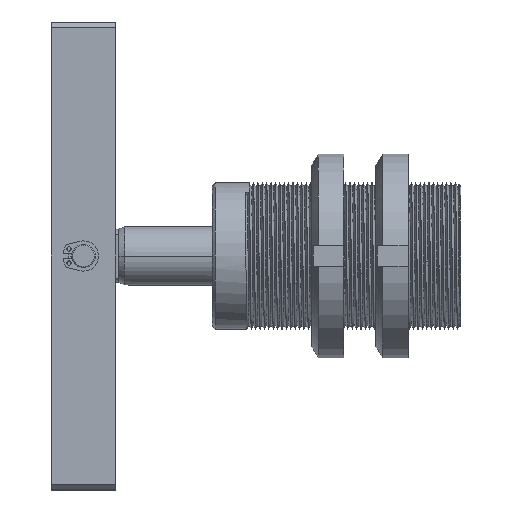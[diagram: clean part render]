
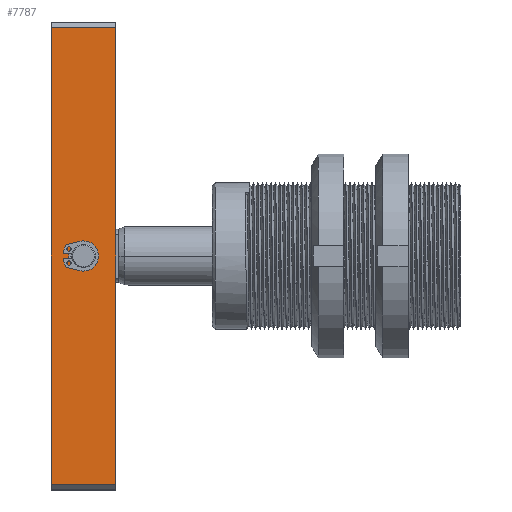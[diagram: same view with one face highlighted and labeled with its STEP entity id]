
A CAD part, left-side view. The second image highlights one B-rep face of the part: STEP entity #7787.
In plain terms, the highlighted face is planar.
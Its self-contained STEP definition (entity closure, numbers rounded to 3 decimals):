
#1466 = DIRECTION ( 'NONE',  ( 0., 0., 1. ) ) ;
#1923 = CARTESIAN_POINT ( 'NONE',  ( 0., 16., -11. ) ) ;
#2586 = LINE ( 'NONE', #18277, #36814 ) ;
#5219 = DIRECTION ( 'NONE',  ( 0., -1., 0. ) ) ;
#5531 = EDGE_CURVE ( 'NONE', #13198, #19398, #35493, .T. ) ;
#6450 = PLANE ( 'NONE',  #35825 ) ;
#7498 = LINE ( 'NONE', #23524, #24637 ) ;
#7787 = ADVANCED_FACE ( 'NONE', ( #13557, #10335 ), #6450, .T. ) ;
#7860 = CARTESIAN_POINT ( 'NONE',  ( -78., 22., -11. ) ) ;
#9140 = LINE ( 'NONE', #22239, #19296 ) ;
#10128 = EDGE_LOOP ( 'NONE', ( #22272, #35929 ) ) ;
#10335 = FACE_BOUND ( 'NONE', #10128, .T. ) ;
#10354 = ORIENTED_EDGE ( 'NONE', *, *, #5531, .T. ) ;
#11869 = ORIENTED_EDGE ( 'NONE', *, *, #14759, .F. ) ;
#12719 = EDGE_CURVE ( 'NONE', #23826, #18769, #9140, .T. ) ;
#13198 = VERTEX_POINT ( 'NONE', #15677 ) ;
#13510 = DIRECTION ( 'NONE',  ( -1., 0., 0. ) ) ;
#13557 = FACE_OUTER_BOUND ( 'NONE', #30706, .T. ) ;
#13866 = AXIS2_PLACEMENT_3D ( 'NONE', #21897, #1466, #25382 ) ;
#14759 = EDGE_CURVE ( 'NONE', #13198, #23826, #7498, .T. ) ;
#15677 = CARTESIAN_POINT ( 'NONE',  ( 78., 22., -11. ) ) ;
#18116 = EDGE_CURVE ( 'NONE', #38699, #42684, #39581, .T. ) ;
#18277 = CARTESIAN_POINT ( 'NONE',  ( -80., 0., -11. ) ) ;
#18769 = VERTEX_POINT ( 'NONE', #32161 ) ;
#19168 = DIRECTION ( 'NONE',  ( 0., 0., 1. ) ) ;
#19296 = VECTOR ( 'NONE', #5219, 1000. ) ;
#19398 = VERTEX_POINT ( 'NONE', #29361 ) ;
#19974 = CARTESIAN_POINT ( 'NONE',  ( 0., 6., -11. ) ) ;
#20739 = EDGE_CURVE ( 'NONE', #19398, #18769, #2586, .T. ) ;
#21050 = CIRCLE ( 'NONE', #30352, 5. ) ;
#21685 = DIRECTION ( 'NONE',  ( -1., 0., 0. ) ) ;
#21897 = CARTESIAN_POINT ( 'NONE',  ( 0., 11., -11. ) ) ;
#21947 = ORIENTED_EDGE ( 'NONE', *, *, #20739, .T. ) ;
#22239 = CARTESIAN_POINT ( 'NONE',  ( -78., 0., -11. ) ) ;
#22272 = ORIENTED_EDGE ( 'NONE', *, *, #35768, .T. ) ;
#23524 = CARTESIAN_POINT ( 'NONE',  ( -80., 22., -11. ) ) ;
#23826 = VERTEX_POINT ( 'NONE', #7860 ) ;
#24637 = VECTOR ( 'NONE', #27020, 1000. ) ;
#25382 = DIRECTION ( 'NONE',  ( 0., 1., 0. ) ) ;
#27020 = DIRECTION ( 'NONE',  ( -1., 0., 0. ) ) ;
#29361 = CARTESIAN_POINT ( 'NONE',  ( 78., 0., -11. ) ) ;
#30352 = AXIS2_PLACEMENT_3D ( 'NONE', #39683, #19168, #43084 ) ;
#30452 = CARTESIAN_POINT ( 'NONE',  ( 78., 0., -11. ) ) ;
#30706 = EDGE_LOOP ( 'NONE', ( #38204, #11869, #10354, #21947 ) ) ;
#32161 = CARTESIAN_POINT ( 'NONE',  ( -78., 0., -11. ) ) ;
#34020 = DIRECTION ( 'NONE',  ( 0., 0., -1. ) ) ;
#35493 = LINE ( 'NONE', #42909, #42428 ) ;
#35768 = EDGE_CURVE ( 'NONE', #42684, #38699, #21050, .T. ) ;
#35825 = AXIS2_PLACEMENT_3D ( 'NONE', #30452, #34020, #13510 ) ;
#35929 = ORIENTED_EDGE ( 'NONE', *, *, #18116, .T. ) ;
#36814 = VECTOR ( 'NONE', #21685, 1000. ) ;
#38204 = ORIENTED_EDGE ( 'NONE', *, *, #12719, .F. ) ;
#38699 = VERTEX_POINT ( 'NONE', #19974 ) ;
#39581 = CIRCLE ( 'NONE', #13866, 5. ) ;
#39683 = CARTESIAN_POINT ( 'NONE',  ( 0., 11., -11. ) ) ;
#42428 = VECTOR ( 'NONE', #42851, 1000. ) ;
#42684 = VERTEX_POINT ( 'NONE', #1923 ) ;
#42851 = DIRECTION ( 'NONE',  ( 0., -1., 0. ) ) ;
#42909 = CARTESIAN_POINT ( 'NONE',  ( 78., 0., -11. ) ) ;
#43084 = DIRECTION ( 'NONE',  ( 0., 1., 0. ) ) ;
